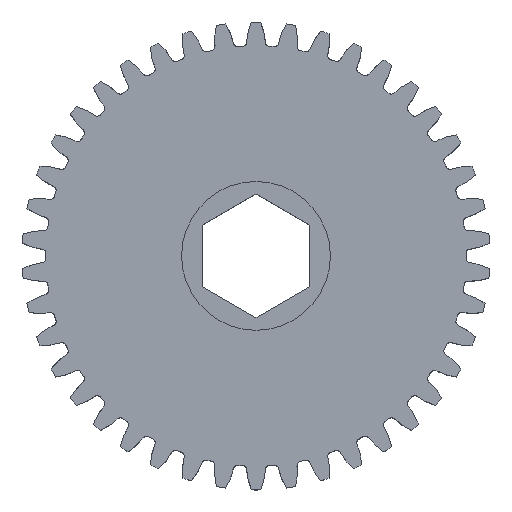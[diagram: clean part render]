
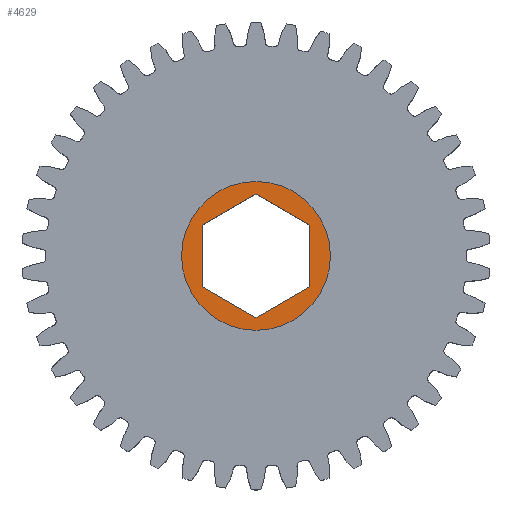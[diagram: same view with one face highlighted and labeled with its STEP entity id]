
A CAD part, top view. The second image highlights one B-rep face of the part: STEP entity #4629.
In plain terms, the highlighted planar face has unit normal (0, 0, 1).
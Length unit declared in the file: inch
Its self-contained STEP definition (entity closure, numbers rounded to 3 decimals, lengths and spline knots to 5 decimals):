
#30 = CARTESIAN_POINT ( 'NONE',  ( 0.35, 0., 0.249 ) ) ;
#261 = LINE ( 'NONE', #4959, #10283 ) ;
#274 = CIRCLE ( 'NONE', #12098, 0.35 ) ;
#378 = VERTEX_POINT ( 'NONE', #14766 ) ;
#628 = DIRECTION ( 'NONE',  ( 1., 0., 0. ) ) ;
#887 = ORIENTED_EDGE ( 'NONE', *, *, #9053, .F. ) ;
#1618 = EDGE_LOOP ( 'NONE', ( #11528, #8410 ) ) ;
#1853 = VERTEX_POINT ( 'NONE', #2834 ) ;
#1950 = CARTESIAN_POINT ( 'NONE',  ( 0., -0.29041, 0.249 ) ) ;
#1964 = LINE ( 'NONE', #4036, #8505 ) ;
#2119 = VECTOR ( 'NONE', #6124, 39.37008 ) ;
#2222 = VERTEX_POINT ( 'NONE', #6177 ) ;
#2834 = CARTESIAN_POINT ( 'NONE',  ( 0., 0.29041, 0.249 ) ) ;
#2996 = EDGE_CURVE ( 'NONE', #8592, #3660, #15762, .T. ) ;
#3138 = VERTEX_POINT ( 'NONE', #15009 ) ;
#3408 = CARTESIAN_POINT ( 'NONE',  ( 0.2515, 0.1452, 0.249 ) ) ;
#3614 = VECTOR ( 'NONE', #14536, 39.37008 ) ;
#3660 = VERTEX_POINT ( 'NONE', #12323 ) ;
#3956 = ORIENTED_EDGE ( 'NONE', *, *, #13232, .F. ) ;
#4036 = CARTESIAN_POINT ( 'NONE',  ( -0.2515, 0.1452, 0.249 ) ) ;
#4629 = ADVANCED_FACE ( 'NONE', ( #5651, #12149 ), #13211, .T. ) ;
#4959 = CARTESIAN_POINT ( 'NONE',  ( 0.2515, -0.1452, 0.249 ) ) ;
#4962 = AXIS2_PLACEMENT_3D ( 'NONE', #16202, #8481, #628 ) ;
#5452 = DIRECTION ( 'NONE',  ( 0., 0., 1. ) ) ;
#5651 = FACE_BOUND ( 'NONE', #8345, .T. ) ;
#5692 = EDGE_CURVE ( 'NONE', #3138, #2222, #15585, .T. ) ;
#6124 = DIRECTION ( 'NONE',  ( -0.866, -0.5, 0. ) ) ;
#6177 = CARTESIAN_POINT ( 'NONE',  ( 0.2515, -0.1452, 0.249 ) ) ;
#7068 = LINE ( 'NONE', #3408, #3614 ) ;
#7174 = EDGE_CURVE ( 'NONE', #378, #8296, #1964, .T. ) ;
#7609 = DIRECTION ( 'NONE',  ( 0., 0., 1. ) ) ;
#7658 = LINE ( 'NONE', #14023, #16726 ) ;
#8296 = VERTEX_POINT ( 'NONE', #15432 ) ;
#8345 = EDGE_LOOP ( 'NONE', ( #3956, #12057, #12107, #12380, #8694, #887 ) ) ;
#8410 = ORIENTED_EDGE ( 'NONE', *, *, #2996, .T. ) ;
#8481 = DIRECTION ( 'NONE',  ( 0., 0., 1. ) ) ;
#8505 = VECTOR ( 'NONE', #13111, 39.37008 ) ;
#8592 = VERTEX_POINT ( 'NONE', #30 ) ;
#8671 = LINE ( 'NONE', #13897, #2119 ) ;
#8694 = ORIENTED_EDGE ( 'NONE', *, *, #13888, .F. ) ;
#8982 = CARTESIAN_POINT ( 'NONE',  ( 0., 0., 0.249 ) ) ;
#9025 = VERTEX_POINT ( 'NONE', #13224 ) ;
#9053 = EDGE_CURVE ( 'NONE', #9025, #1853, #7068, .T. ) ;
#9895 = AXIS2_PLACEMENT_3D ( 'NONE', #8982, #5452, #14522 ) ;
#10087 = DIRECTION ( 'NONE',  ( 0., 1., 0. ) ) ;
#10283 = VECTOR ( 'NONE', #10087, 39.37008 ) ;
#10885 = EDGE_CURVE ( 'NONE', #3660, #8592, #274, .T. ) ;
#11528 = ORIENTED_EDGE ( 'NONE', *, *, #10885, .T. ) ;
#11939 = DIRECTION ( 'NONE',  ( 0.866, -0.5, 0. ) ) ;
#12057 = ORIENTED_EDGE ( 'NONE', *, *, #5692, .F. ) ;
#12098 = AXIS2_PLACEMENT_3D ( 'NONE', #15361, #7609, #16634 ) ;
#12107 = ORIENTED_EDGE ( 'NONE', *, *, #13451, .F. ) ;
#12149 = FACE_OUTER_BOUND ( 'NONE', #1618, .T. ) ;
#12174 = VECTOR ( 'NONE', #13624, 39.37008 ) ;
#12323 = CARTESIAN_POINT ( 'NONE',  ( -0.35, 0., 0.249 ) ) ;
#12380 = ORIENTED_EDGE ( 'NONE', *, *, #7174, .F. ) ;
#13111 = DIRECTION ( 'NONE',  ( 0., -1., 0. ) ) ;
#13211 = PLANE ( 'NONE',  #9895 ) ;
#13224 = CARTESIAN_POINT ( 'NONE',  ( 0.2515, 0.1452, 0.249 ) ) ;
#13232 = EDGE_CURVE ( 'NONE', #2222, #9025, #261, .T. ) ;
#13451 = EDGE_CURVE ( 'NONE', #8296, #3138, #7658, .T. ) ;
#13624 = DIRECTION ( 'NONE',  ( 0.866, 0.5, 0. ) ) ;
#13888 = EDGE_CURVE ( 'NONE', #1853, #378, #8671, .T. ) ;
#13897 = CARTESIAN_POINT ( 'NONE',  ( 0., 0.29041, 0.249 ) ) ;
#14023 = CARTESIAN_POINT ( 'NONE',  ( -0.2515, -0.1452, 0.249 ) ) ;
#14522 = DIRECTION ( 'NONE',  ( 1., 0., 0. ) ) ;
#14536 = DIRECTION ( 'NONE',  ( -0.866, 0.5, 0. ) ) ;
#14766 = CARTESIAN_POINT ( 'NONE',  ( -0.2515, 0.1452, 0.249 ) ) ;
#15009 = CARTESIAN_POINT ( 'NONE',  ( 0., -0.29041, 0.249 ) ) ;
#15361 = CARTESIAN_POINT ( 'NONE',  ( 0., 0., 0.249 ) ) ;
#15432 = CARTESIAN_POINT ( 'NONE',  ( -0.2515, -0.1452, 0.249 ) ) ;
#15585 = LINE ( 'NONE', #1950, #12174 ) ;
#15762 = CIRCLE ( 'NONE', #4962, 0.35 ) ;
#16202 = CARTESIAN_POINT ( 'NONE',  ( 0., 0., 0.249 ) ) ;
#16634 = DIRECTION ( 'NONE',  ( 1., 0., 0. ) ) ;
#16726 = VECTOR ( 'NONE', #11939, 39.37008 ) ;
